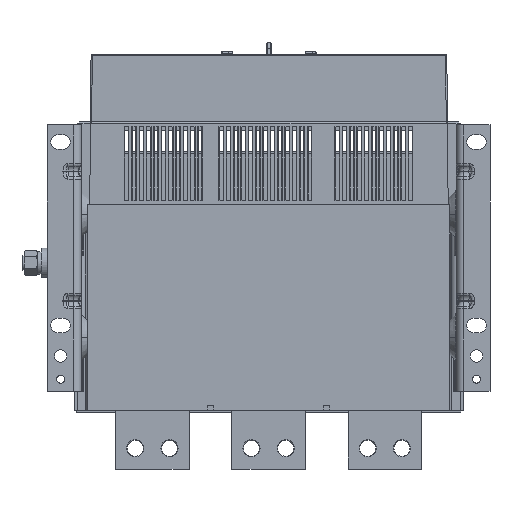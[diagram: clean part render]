
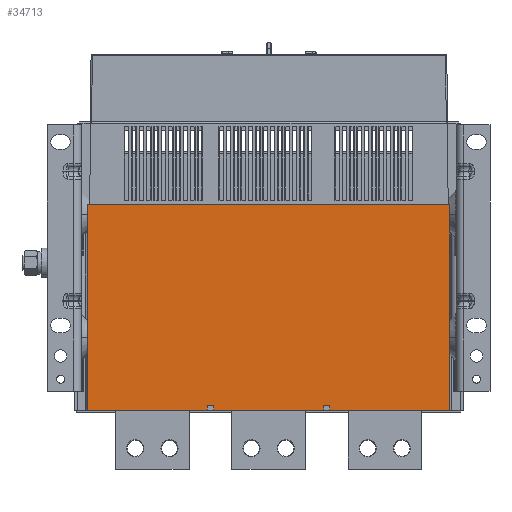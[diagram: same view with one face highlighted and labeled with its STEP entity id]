
A CAD part, front view. The second image highlights one B-rep face of the part: STEP entity #34713.
In plain terms, the highlighted planar face has unit normal (0, -1, 0).
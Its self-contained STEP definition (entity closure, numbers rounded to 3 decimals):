
#729=DIRECTION('',(1.,0.,0.));
#730=VECTOR('',#729,98.);
#731=CARTESIAN_POINT('',(11.,0.,-168.));
#732=LINE('',#731,#730);
#1791=DIRECTION('',(1.,0.,0.));
#1792=VECTOR('',#1791,98.);
#1793=CARTESIAN_POINT('',(209.,0.,-168.));
#1794=LINE('',#1793,#1792);
#3129=DIRECTION('',(1.,0.,0.));
#3130=VECTOR('',#3129,90.);
#3131=CARTESIAN_POINT('',(114.,0.,-168.));
#3132=LINE('',#3131,#3130);
#7412=DIRECTION('',(0.,0.,1.));
#7413=VECTOR('',#7412,168.);
#7414=CARTESIAN_POINT('',(11.,0.,-168.));
#7415=LINE('',#7414,#7413);
#7416=DIRECTION('',(1.,0.,0.));
#7417=VECTOR('',#7416,296.);
#7418=CARTESIAN_POINT('',(11.,0.,0.));
#7419=LINE('',#7418,#7417);
#7420=DIRECTION('',(0.,0.,-1.));
#7421=VECTOR('',#7420,168.);
#7422=CARTESIAN_POINT('',(307.,0.,0.));
#7423=LINE('',#7422,#7421);
#7424=DIRECTION('',(0.,0.,1.));
#7425=VECTOR('',#7424,4.);
#7426=CARTESIAN_POINT('',(209.,0.,-168.));
#7427=LINE('',#7426,#7425);
#7428=DIRECTION('',(-1.,0.,0.));
#7429=VECTOR('',#7428,5.);
#7430=CARTESIAN_POINT('',(209.,0.,-164.));
#7431=LINE('',#7430,#7429);
#7432=DIRECTION('',(0.,0.,-1.));
#7433=VECTOR('',#7432,4.);
#7434=CARTESIAN_POINT('',(204.,0.,-164.));
#7435=LINE('',#7434,#7433);
#7436=DIRECTION('',(0.,0.,1.));
#7437=VECTOR('',#7436,4.);
#7438=CARTESIAN_POINT('',(114.,0.,-168.));
#7439=LINE('',#7438,#7437);
#7440=DIRECTION('',(-1.,0.,0.));
#7441=VECTOR('',#7440,5.);
#7442=CARTESIAN_POINT('',(114.,0.,-164.));
#7443=LINE('',#7442,#7441);
#13927=DIRECTION('',(0.,0.,1.));
#13928=VECTOR('',#13927,4.);
#13929=CARTESIAN_POINT('',(109.,0.,-168.));
#13930=LINE('',#13929,#13928);
#21095=CARTESIAN_POINT('',(114.,0.,-168.));
#21096=VERTEX_POINT('',#21095);
#21097=CARTESIAN_POINT('',(204.,0.,-168.));
#21098=VERTEX_POINT('',#21097);
#21281=CARTESIAN_POINT('',(209.,0.,-168.));
#21282=VERTEX_POINT('',#21281);
#21283=CARTESIAN_POINT('',(307.,0.,-168.));
#21284=VERTEX_POINT('',#21283);
#21895=CARTESIAN_POINT('',(204.,0.,-164.));
#21896=VERTEX_POINT('',#21895);
#21897=CARTESIAN_POINT('',(11.,0.,-168.));
#21898=CARTESIAN_POINT('',(11.,0.,0.));
#21899=VERTEX_POINT('',#21897);
#21900=VERTEX_POINT('',#21898);
#21901=CARTESIAN_POINT('',(307.,0.,0.));
#21902=VERTEX_POINT('',#21901);
#21903=CARTESIAN_POINT('',(209.,0.,-164.));
#21904=VERTEX_POINT('',#21903);
#21905=CARTESIAN_POINT('',(114.,0.,-164.));
#21906=VERTEX_POINT('',#21905);
#21907=CARTESIAN_POINT('',(109.,0.,-164.));
#21908=VERTEX_POINT('',#21907);
#21909=CARTESIAN_POINT('',(109.,0.,-168.));
#21910=VERTEX_POINT('',#21909);
#34686=CARTESIAN_POINT('',(159.,0.,-84.));
#34687=DIRECTION('',(0.,1.,0.));
#34688=DIRECTION('',(0.,0.,-1.));
#34689=AXIS2_PLACEMENT_3D('',#34686,#34687,#34688);
#34690=PLANE('',#34689);
#34692=ORIENTED_EDGE('',*,*,#34691,.T.);
#34694=ORIENTED_EDGE('',*,*,#34693,.T.);
#34695=ORIENTED_EDGE('',*,*,#34654,.T.);
#34696=ORIENTED_EDGE('',*,*,#28661,.F.);
#34698=ORIENTED_EDGE('',*,*,#34697,.T.);
#34700=ORIENTED_EDGE('',*,*,#34699,.T.);
#34702=ORIENTED_EDGE('',*,*,#34701,.T.);
#34703=ORIENTED_EDGE('',*,*,#29508,.F.);
#34705=ORIENTED_EDGE('',*,*,#34704,.T.);
#34707=ORIENTED_EDGE('',*,*,#34706,.T.);
#34709=ORIENTED_EDGE('',*,*,#34708,.F.);
#34710=ORIENTED_EDGE('',*,*,#28023,.F.);
#34711=EDGE_LOOP('',(#34692,#34694,#34695,#34696,#34698,#34700,#34702,#34703,
#34705,#34707,#34709,#34710));
#34712=FACE_OUTER_BOUND('',#34711,.F.);
#34713=ADVANCED_FACE('',(#34712),#34690,.F.);
#28023=EDGE_CURVE('',#21899,#21910,#732,.T.);
#28661=EDGE_CURVE('',#21282,#21284,#1794,.T.);
#29508=EDGE_CURVE('',#21096,#21098,#3132,.T.);
#34654=EDGE_CURVE('',#21902,#21284,#7423,.T.);
#34691=EDGE_CURVE('',#21899,#21900,#7415,.T.);
#34693=EDGE_CURVE('',#21900,#21902,#7419,.T.);
#34697=EDGE_CURVE('',#21282,#21904,#7427,.T.);
#34699=EDGE_CURVE('',#21904,#21896,#7431,.T.);
#34701=EDGE_CURVE('',#21896,#21098,#7435,.T.);
#34704=EDGE_CURVE('',#21096,#21906,#7439,.T.);
#34706=EDGE_CURVE('',#21906,#21908,#7443,.T.);
#34708=EDGE_CURVE('',#21910,#21908,#13930,.T.);
